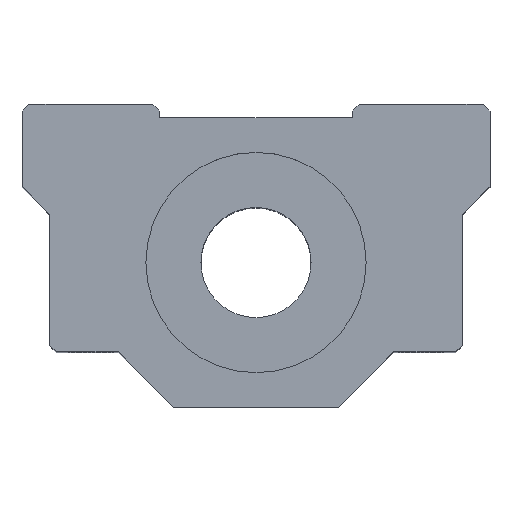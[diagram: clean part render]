
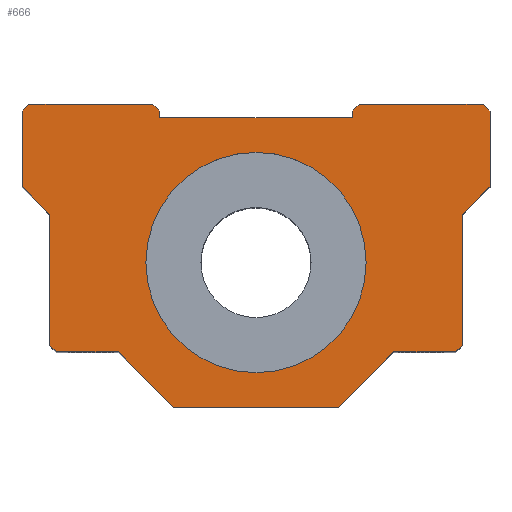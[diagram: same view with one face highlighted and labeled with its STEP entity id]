
A CAD part, top view. The second image highlights one B-rep face of the part: STEP entity #666.
In plain terms, the highlighted planar face has unit normal (0, 0, 1).
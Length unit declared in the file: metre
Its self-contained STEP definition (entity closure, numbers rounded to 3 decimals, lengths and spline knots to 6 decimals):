
#44=CIRCLE('',#730,0.008);
#172=ORIENTED_EDGE('',*,*,#296,.F.);
#173=ORIENTED_EDGE('',*,*,#272,.T.);
#174=ORIENTED_EDGE('',*,*,#237,.T.);
#175=ORIENTED_EDGE('',*,*,#267,.T.);
#176=ORIENTED_EDGE('',*,*,#265,.T.);
#177=ORIENTED_EDGE('',*,*,#262,.T.);
#178=ORIENTED_EDGE('',*,*,#217,.T.);
#179=ORIENTED_EDGE('',*,*,#260,.T.);
#180=ORIENTED_EDGE('',*,*,#221,.T.);
#181=ORIENTED_EDGE('',*,*,#255,.T.);
#182=ORIENTED_EDGE('',*,*,#253,.T.);
#183=ORIENTED_EDGE('',*,*,#250,.T.);
#184=ORIENTED_EDGE('',*,*,#225,.T.);
#185=ORIENTED_EDGE('',*,*,#248,.T.);
#186=ORIENTED_EDGE('',*,*,#229,.T.);
#187=ORIENTED_EDGE('',*,*,#293,.T.);
#188=ORIENTED_EDGE('',*,*,#291,.T.);
#189=ORIENTED_EDGE('',*,*,#288,.T.);
#190=ORIENTED_EDGE('',*,*,#233,.T.);
#191=ORIENTED_EDGE('',*,*,#285,.T.);
#192=ORIENTED_EDGE('',*,*,#281,.T.);
#193=ORIENTED_EDGE('',*,*,#278,.T.);
#194=ORIENTED_EDGE('',*,*,#275,.T.);
#217=EDGE_CURVE('',#301,#302,#363,.T.);
#221=EDGE_CURVE('',#305,#306,#367,.T.);
#225=EDGE_CURVE('',#309,#310,#371,.T.);
#229=EDGE_CURVE('',#313,#314,#375,.T.);
#233=EDGE_CURVE('',#317,#318,#379,.T.);
#237=EDGE_CURVE('',#321,#322,#383,.T.);
#248=EDGE_CURVE('',#310,#313,#388,.T.);
#250=EDGE_CURVE('',#332,#309,#390,.T.);
#253=EDGE_CURVE('',#334,#332,#393,.T.);
#255=EDGE_CURVE('',#306,#334,#395,.T.);
#260=EDGE_CURVE('',#302,#305,#398,.T.);
#262=EDGE_CURVE('',#338,#301,#400,.T.);
#265=EDGE_CURVE('',#340,#338,#403,.T.);
#267=EDGE_CURVE('',#322,#340,#405,.T.);
#272=EDGE_CURVE('',#344,#321,#408,.T.);
#275=EDGE_CURVE('',#346,#344,#411,.T.);
#278=EDGE_CURVE('',#348,#346,#414,.T.);
#281=EDGE_CURVE('',#350,#348,#417,.T.);
#285=EDGE_CURVE('',#318,#350,#419,.T.);
#288=EDGE_CURVE('',#354,#317,#422,.T.);
#291=EDGE_CURVE('',#356,#354,#425,.T.);
#293=EDGE_CURVE('',#314,#356,#427,.T.);
#296=EDGE_CURVE('',#358,#358,#44,.T.);
#301=VERTEX_POINT('',#927);
#302=VERTEX_POINT('',#928);
#305=VERTEX_POINT('',#936);
#306=VERTEX_POINT('',#937);
#309=VERTEX_POINT('',#945);
#310=VERTEX_POINT('',#946);
#313=VERTEX_POINT('',#954);
#314=VERTEX_POINT('',#955);
#317=VERTEX_POINT('',#963);
#318=VERTEX_POINT('',#964);
#321=VERTEX_POINT('',#972);
#322=VERTEX_POINT('',#973);
#332=VERTEX_POINT('',#1000);
#334=VERTEX_POINT('',#1006);
#338=VERTEX_POINT('',#1022);
#340=VERTEX_POINT('',#1028);
#344=VERTEX_POINT('',#1041);
#346=VERTEX_POINT('',#1047);
#348=VERTEX_POINT('',#1053);
#350=VERTEX_POINT('',#1059);
#354=VERTEX_POINT('',#1072);
#356=VERTEX_POINT('',#1078);
#358=VERTEX_POINT('',#1088);
#363=LINE('',#926,#429);
#367=LINE('',#935,#433);
#371=LINE('',#944,#437);
#375=LINE('',#953,#441);
#379=LINE('',#962,#445);
#383=LINE('',#971,#449);
#388=LINE('',#995,#454);
#390=LINE('',#999,#456);
#393=LINE('',#1005,#459);
#395=LINE('',#1009,#461);
#398=LINE('',#1017,#464);
#400=LINE('',#1021,#466);
#403=LINE('',#1027,#469);
#405=LINE('',#1031,#471);
#408=LINE('',#1040,#474);
#411=LINE('',#1046,#477);
#414=LINE('',#1052,#480);
#417=LINE('',#1058,#483);
#419=LINE('',#1066,#485);
#422=LINE('',#1071,#488);
#425=LINE('',#1077,#491);
#427=LINE('',#1081,#493);
#429=VECTOR('',#750,1.);
#433=VECTOR('',#756,1.);
#437=VECTOR('',#762,1.);
#441=VECTOR('',#768,1.);
#445=VECTOR('',#774,1.);
#449=VECTOR('',#780,1.);
#454=VECTOR('',#803,1.);
#456=VECTOR('',#807,1.);
#459=VECTOR('',#812,1.);
#461=VECTOR('',#816,1.);
#464=VECTOR('',#825,1.);
#466=VECTOR('',#829,1.);
#469=VECTOR('',#834,1.);
#471=VECTOR('',#838,1.);
#474=VECTOR('',#847,1.);
#477=VECTOR('',#852,1.);
#480=VECTOR('',#857,1.);
#483=VECTOR('',#862,1.);
#485=VECTOR('',#870,1.);
#488=VECTOR('',#875,1.);
#491=VECTOR('',#880,1.);
#493=VECTOR('',#884,1.);
#531=EDGE_LOOP('',(#172));
#532=EDGE_LOOP('',(#173,#174,#175,#176,#177,#178,#179,#180,#181,#182,#183,
#184,#185,#186,#187,#188,#189,#190,#191,#192,#193,#194));
#591=FACE_BOUND('',#531,.T.);
#592=FACE_BOUND('',#532,.T.);
#640=PLANE('',#729);
#666=ADVANCED_FACE('',(#591,#592),#640,.F.);
#729=AXIS2_PLACEMENT_3D('',#1086,#890,#891);
#730=AXIS2_PLACEMENT_3D('',#1087,#892,#893);
#750=DIRECTION('',(-0.707,0.707,0.));
#756=DIRECTION('',(-0.707,-0.707,0.));
#762=DIRECTION('',(-0.707,0.707,0.));
#768=DIRECTION('',(-0.707,-0.707,0.));
#774=DIRECTION('',(0.707,-0.707,0.));
#780=DIRECTION('',(0.707,0.707,0.));
#803=DIRECTION('',(-1.,0.,0.));
#807=DIRECTION('',(0.,1.,0.));
#812=DIRECTION('',(-1.,0.,0.));
#816=DIRECTION('',(0.,-1.,0.));
#825=DIRECTION('',(-1.,0.,0.));
#829=DIRECTION('',(0.,1.,0.));
#834=DIRECTION('',(0.707,0.707,0.));
#838=DIRECTION('',(0.,1.,0.));
#847=DIRECTION('',(1.,0.,0.));
#852=DIRECTION('',(0.707,0.707,0.));
#857=DIRECTION('',(1.,0.,0.));
#862=DIRECTION('',(0.707,-0.707,0.));
#870=DIRECTION('',(1.,0.,0.));
#875=DIRECTION('',(0.,-1.,0.));
#880=DIRECTION('',(0.707,-0.707,0.));
#884=DIRECTION('',(0.,-1.,0.));
#890=DIRECTION('',(0.,0.,-1.));
#891=DIRECTION('',(-1.,0.,0.));
#892=DIRECTION('',(0.,0.,1.));
#893=DIRECTION('',(1.,0.,0.));
#926=CARTESIAN_POINT('',(0.0165,0.0115,0.015));
#927=CARTESIAN_POINT('',(0.017,0.011,0.015));
#928=CARTESIAN_POINT('',(0.0165,0.0115,0.015));
#935=CARTESIAN_POINT('',(0.007,0.011,0.015));
#936=CARTESIAN_POINT('',(0.0075,0.0115,0.015));
#937=CARTESIAN_POINT('',(0.007,0.011,0.015));
#944=CARTESIAN_POINT('',(-0.0075,0.0115,0.015));
#945=CARTESIAN_POINT('',(-0.007,0.011,0.015));
#946=CARTESIAN_POINT('',(-0.0075,0.0115,0.015));
#953=CARTESIAN_POINT('',(-0.017,0.011,0.015));
#954=CARTESIAN_POINT('',(-0.0165,0.0115,0.015));
#955=CARTESIAN_POINT('',(-0.017,0.011,0.015));
#962=CARTESIAN_POINT('',(-0.0145,-0.0065,0.015));
#963=CARTESIAN_POINT('',(-0.015,-0.006,0.015));
#964=CARTESIAN_POINT('',(-0.0145,-0.0065,0.015));
#971=CARTESIAN_POINT('',(0.015,-0.006,0.015));
#972=CARTESIAN_POINT('',(0.0145,-0.0065,0.015));
#973=CARTESIAN_POINT('',(0.015,-0.006,0.015));
#995=CARTESIAN_POINT('',(-0.017,0.0115,0.015));
#999=CARTESIAN_POINT('',(-0.007,0.0105,0.015));
#1000=CARTESIAN_POINT('',(-0.007,0.0105,0.015));
#1005=CARTESIAN_POINT('',(-0.007,0.0105,0.015));
#1006=CARTESIAN_POINT('',(0.007,0.0105,0.015));
#1009=CARTESIAN_POINT('',(0.007,0.0105,0.015));
#1017=CARTESIAN_POINT('',(0.,0.0115,0.015));
#1021=CARTESIAN_POINT('',(0.017,0.0055,0.015));
#1022=CARTESIAN_POINT('',(0.017,0.0055,0.015));
#1027=CARTESIAN_POINT('',(0.015,0.0035,0.015));
#1028=CARTESIAN_POINT('',(0.015,0.0035,0.015));
#1031=CARTESIAN_POINT('',(0.015,-0.0065,0.015));
#1040=CARTESIAN_POINT('',(0.,-0.0065,0.015));
#1041=CARTESIAN_POINT('',(0.01,-0.0065,0.015));
#1046=CARTESIAN_POINT('',(0.006,-0.0105,0.015));
#1047=CARTESIAN_POINT('',(0.006,-0.0105,0.015));
#1052=CARTESIAN_POINT('',(-0.006,-0.0105,0.015));
#1053=CARTESIAN_POINT('',(-0.006,-0.0105,0.015));
#1058=CARTESIAN_POINT('',(-0.006,-0.0105,0.015));
#1059=CARTESIAN_POINT('',(-0.01,-0.0065,0.015));
#1066=CARTESIAN_POINT('',(-0.01,-0.0065,0.015));
#1071=CARTESIAN_POINT('',(-0.015,-0.0065,0.015));
#1072=CARTESIAN_POINT('',(-0.015,0.0035,0.015));
#1077=CARTESIAN_POINT('',(-0.015,0.0035,0.015));
#1078=CARTESIAN_POINT('',(-0.017,0.0055,0.015));
#1081=CARTESIAN_POINT('',(-0.017,0.0055,0.015));
#1086=CARTESIAN_POINT('',(0.,0.,0.015));
#1087=CARTESIAN_POINT('',(0.,0.,0.015));
#1088=CARTESIAN_POINT('',(0.008,0.,0.015));
